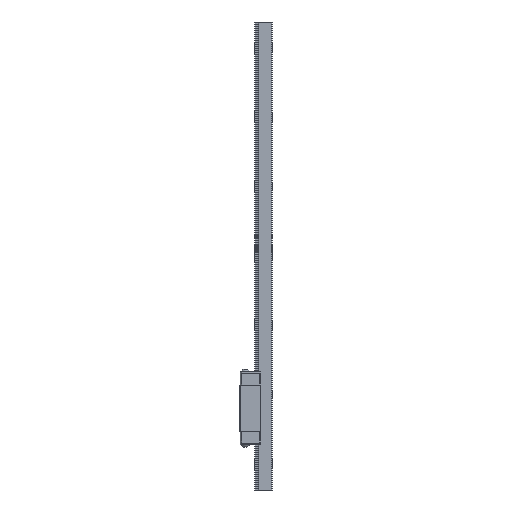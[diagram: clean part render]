
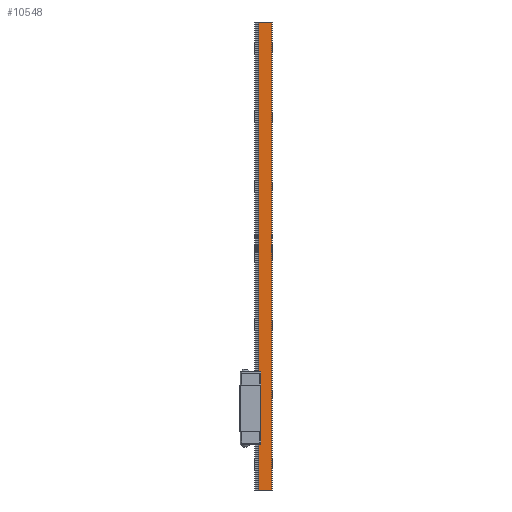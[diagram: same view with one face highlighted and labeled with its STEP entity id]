
A CAD part, left-side view. The second image highlights one B-rep face of the part: STEP entity #10548.
In plain terms, the highlighted planar face has unit normal (-1, 0, 0).
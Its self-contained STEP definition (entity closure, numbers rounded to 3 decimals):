
#712 = VECTOR ( 'NONE', #7612, 1000. ) ;
#1003 = LINE ( 'NONE', #5262, #7054 ) ;
#1054 = VERTEX_POINT ( 'NONE', #1433 ) ;
#1317 = VERTEX_POINT ( 'NONE', #8923 ) ;
#1433 = CARTESIAN_POINT ( 'NONE',  ( -7.5, 2.706, 270. ) ) ;
#1588 = CARTESIAN_POINT ( 'NONE',  ( -7.5, -4.8, 270. ) ) ;
#1632 = CARTESIAN_POINT ( 'NONE',  ( -7.5, 2.706, 0. ) ) ;
#1700 = DIRECTION ( 'NONE',  ( 1., 0., 0. ) ) ;
#2144 = EDGE_CURVE ( 'NONE', #1054, #5623, #9777, .T. ) ;
#2160 = EDGE_CURVE ( 'NONE', #5623, #1317, #3085, .T. ) ;
#2163 = EDGE_CURVE ( 'NONE', #2319, #1317, #1003, .T. ) ;
#2180 = EDGE_CURVE ( 'NONE', #1054, #2319, #4973, .T. ) ;
#2319 = VERTEX_POINT ( 'NONE', #1588 ) ;
#2872 = DIRECTION ( 'NONE',  ( 0., -1., 0. ) ) ;
#3085 = LINE ( 'NONE', #4476, #712 ) ;
#4449 = CARTESIAN_POINT ( 'NONE',  ( -7.5, 2.706, 270. ) ) ;
#4476 = CARTESIAN_POINT ( 'NONE',  ( -7.5, -4.8, 0. ) ) ;
#4973 = LINE ( 'NONE', #6852, #9396 ) ;
#5026 = ORIENTED_EDGE ( 'NONE', *, *, #2144, .T. ) ;
#5203 = VECTOR ( 'NONE', #6035, 1000. ) ;
#5262 = CARTESIAN_POINT ( 'NONE',  ( -7.5, -4.8, 270. ) ) ;
#5623 = VERTEX_POINT ( 'NONE', #1632 ) ;
#5807 = PLANE ( 'NONE',  #8454 ) ;
#5914 = ORIENTED_EDGE ( 'NONE', *, *, #2160, .T. ) ;
#6035 = DIRECTION ( 'NONE',  ( 0., 0., -1. ) ) ;
#6062 = DIRECTION ( 'NONE',  ( 0., 0., -1. ) ) ;
#6092 = ORIENTED_EDGE ( 'NONE', *, *, #2180, .F. ) ;
#6176 = EDGE_LOOP ( 'NONE', ( #5914, #10265, #6092, #5026 ) ) ;
#6852 = CARTESIAN_POINT ( 'NONE',  ( -7.5, -4.8, 270. ) ) ;
#7054 = VECTOR ( 'NONE', #6062, 1000. ) ;
#7389 = DIRECTION ( 'NONE',  ( 0., 0., -1. ) ) ;
#7612 = DIRECTION ( 'NONE',  ( 0., -1., 0. ) ) ;
#8448 = FACE_OUTER_BOUND ( 'NONE', #6176, .T. ) ;
#8454 = AXIS2_PLACEMENT_3D ( 'NONE', #9744, #1700, #7389 ) ;
#8923 = CARTESIAN_POINT ( 'NONE',  ( -7.5, -4.8, 0. ) ) ;
#9396 = VECTOR ( 'NONE', #2872, 1000. ) ;
#9744 = CARTESIAN_POINT ( 'NONE',  ( -7.5, -4.8, 270. ) ) ;
#9777 = LINE ( 'NONE', #4449, #5203 ) ;
#10265 = ORIENTED_EDGE ( 'NONE', *, *, #2163, .F. ) ;
#10548 = ADVANCED_FACE ( 'NONE', ( #8448 ), #5807, .F. ) ;
